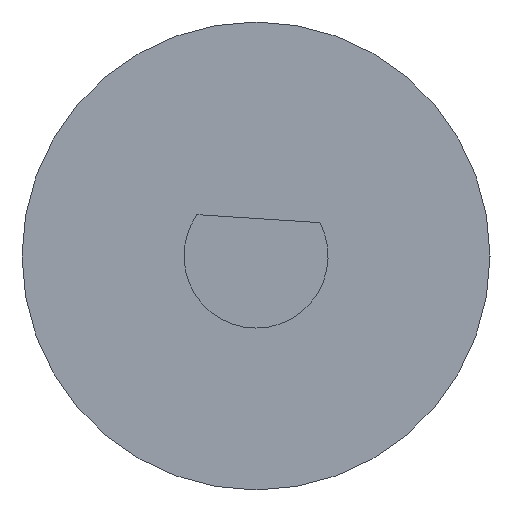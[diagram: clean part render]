
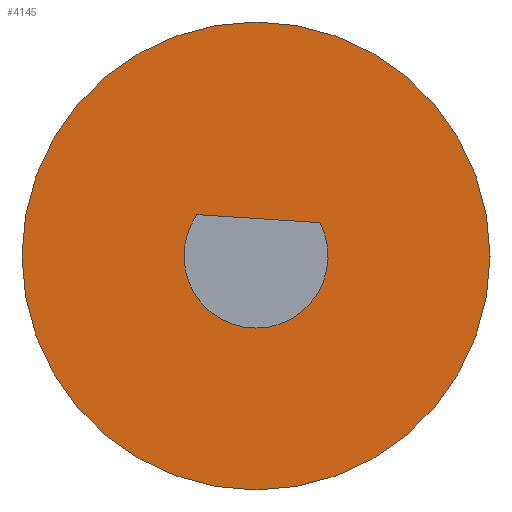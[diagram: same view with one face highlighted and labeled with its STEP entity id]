
A CAD part, front view. The second image highlights one B-rep face of the part: STEP entity #4145.
In plain terms, the highlighted planar face has unit normal (0, -1, 0).
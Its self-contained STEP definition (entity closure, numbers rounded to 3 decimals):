
#379 = AXIS2_PLACEMENT_3D ( 'NONE', #709, #4015, #6047 ) ;
#393 = EDGE_LOOP ( 'NONE', ( #662, #4942 ) ) ;
#620 = EDGE_CURVE ( 'NONE', #2090, #2663, #4280, .T. ) ;
#662 = ORIENTED_EDGE ( 'NONE', *, *, #3937, .T. ) ;
#709 = CARTESIAN_POINT ( 'NONE',  ( -10.118, 18.793, 0. ) ) ;
#804 = VERTEX_POINT ( 'NONE', #5598 ) ;
#807 = CARTESIAN_POINT ( 'NONE',  ( -20.118, 18.793, 0. ) ) ;
#953 = CARTESIAN_POINT ( 'NONE',  ( -22.64, 18.793, 1.767 ) ) ;
#974 = AXIS2_PLACEMENT_3D ( 'NONE', #2377, #3341, #5223 ) ;
#1182 = FACE_BOUND ( 'NONE', #4815, .T. ) ;
#1266 = VERTEX_POINT ( 'NONE', #2506 ) ;
#1275 = CIRCLE ( 'NONE', #974, 10. ) ;
#1507 = AXIS2_PLACEMENT_3D ( 'NONE', #5644, #4781, #2866 ) ;
#1785 = ORIENTED_EDGE ( 'NONE', *, *, #5643, .F. ) ;
#1817 = VECTOR ( 'NONE', #4019, 1000. ) ;
#1860 = CARTESIAN_POINT ( 'NONE',  ( -20.118, 18.793, -3.079 ) ) ;
#2046 = CIRCLE ( 'NONE', #3043, 3.079 ) ;
#2090 = VERTEX_POINT ( 'NONE', #1860 ) ;
#2209 = AXIS2_PLACEMENT_3D ( 'NONE', #3878, #3940, #2950 ) ;
#2377 = CARTESIAN_POINT ( 'NONE',  ( -20.118, 18.793, 0. ) ) ;
#2477 = LINE ( 'NONE', #2568, #1817 ) ;
#2506 = CARTESIAN_POINT ( 'NONE',  ( -20.118, 18.793, 10. ) ) ;
#2568 = CARTESIAN_POINT ( 'NONE',  ( -22.607, 18.793, 1.765 ) ) ;
#2663 = VERTEX_POINT ( 'NONE', #4136 ) ;
#2866 = DIRECTION ( 'NONE',  ( 0., 0., -1. ) ) ;
#2950 = DIRECTION ( 'NONE',  ( 0., 0., -1. ) ) ;
#3043 = AXIS2_PLACEMENT_3D ( 'NONE', #807, #5914, #6002 ) ;
#3060 = FACE_OUTER_BOUND ( 'NONE', #393, .T. ) ;
#3109 = EDGE_CURVE ( 'NONE', #1266, #804, #5547, .T. ) ;
#3341 = DIRECTION ( 'NONE',  ( 0., -1., 0. ) ) ;
#3524 = EDGE_CURVE ( 'NONE', #4199, #2090, #2046, .T. ) ;
#3878 = CARTESIAN_POINT ( 'NONE',  ( -20.118, 18.793, 0. ) ) ;
#3937 = EDGE_CURVE ( 'NONE', #804, #1266, #1275, .T. ) ;
#3940 = DIRECTION ( 'NONE',  ( 0., -1., 0. ) ) ;
#4015 = DIRECTION ( 'NONE',  ( 0., -1., 0. ) ) ;
#4019 = DIRECTION ( 'NONE',  ( -0.998, 0., 0.065 ) ) ;
#4136 = CARTESIAN_POINT ( 'NONE',  ( -17.389, 18.793, 1.426 ) ) ;
#4145 = ADVANCED_FACE ( 'NONE', ( #1182, #3060 ), #4941, .T. ) ;
#4199 = VERTEX_POINT ( 'NONE', #953 ) ;
#4280 = CIRCLE ( 'NONE', #2209, 3.079 ) ;
#4781 = DIRECTION ( 'NONE',  ( 0., -1., 0. ) ) ;
#4815 = EDGE_LOOP ( 'NONE', ( #5557, #1785, #5365 ) ) ;
#4941 = PLANE ( 'NONE',  #379 ) ;
#4942 = ORIENTED_EDGE ( 'NONE', *, *, #3109, .T. ) ;
#5223 = DIRECTION ( 'NONE',  ( 0., 0., -1. ) ) ;
#5365 = ORIENTED_EDGE ( 'NONE', *, *, #620, .F. ) ;
#5547 = CIRCLE ( 'NONE', #1507, 10. ) ;
#5557 = ORIENTED_EDGE ( 'NONE', *, *, #3524, .F. ) ;
#5598 = CARTESIAN_POINT ( 'NONE',  ( -20.118, 18.793, -10. ) ) ;
#5643 = EDGE_CURVE ( 'NONE', #2663, #4199, #2477, .T. ) ;
#5644 = CARTESIAN_POINT ( 'NONE',  ( -20.118, 18.793, 0. ) ) ;
#5914 = DIRECTION ( 'NONE',  ( 0., -1., 0. ) ) ;
#6002 = DIRECTION ( 'NONE',  ( 0., 0., -1. ) ) ;
#6047 = DIRECTION ( 'NONE',  ( 0., 0., -1. ) ) ;
